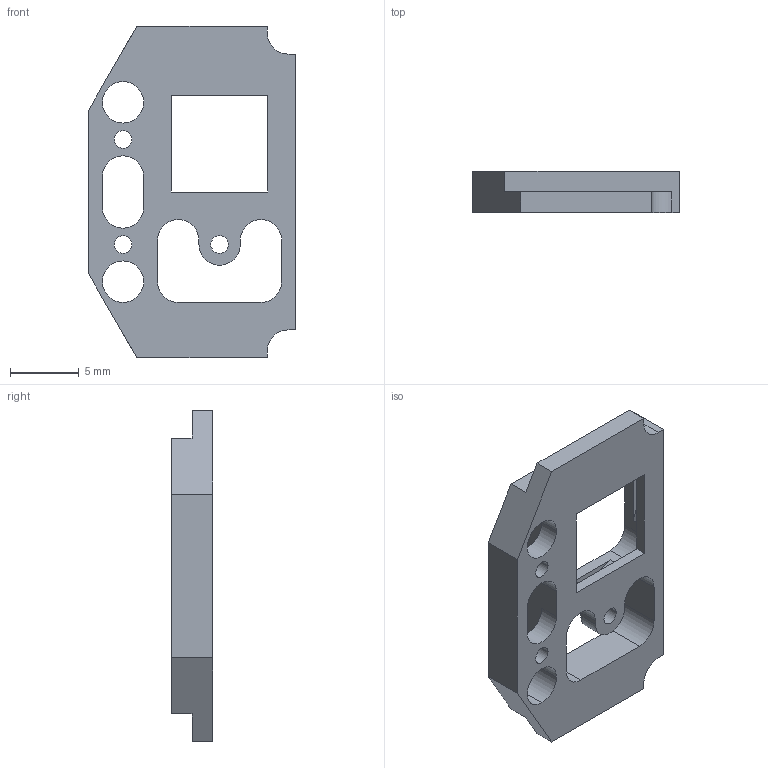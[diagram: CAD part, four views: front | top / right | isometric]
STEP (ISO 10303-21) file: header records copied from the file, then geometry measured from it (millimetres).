
FILE_DESCRIPTION(('Creo Elements/Direct Modeling STEP Export'),'2;1');
FILE_NAME('BRAIN-Head-Clamp-monolith-V4.stp','2016-06-13T16:22:11',(''),(''),'PTC Creo Elements/Direct Modeling STEP processor for AP214 (Solid Model)','PTC Creo Elements/Direct Modeling 19.0C 15-Aug-2015 (C) Parametric Technology GmbH','');
FILE_SCHEMA(('AUTOMOTIVE_DESIGN { 1 0 10303 214 1 1 1 1 }'));
Length unit declared in the file: millimetre
Products named in the file (2): Head-Clamp-monolith
Assembly tree (1 placements, depth 2):
  Head-Clamp-monolith
    Head-Clamp-monolith
Bounding box: 15 x 3 x 24 mm (x, y, z)
Volume: 454.5 mm3; surface area: 941.8 mm2
Topology: 1 solids, 1 shells, 73 faces, 198 edges, 130 vertices
Faces by surface type: plane 42, cylinder 31
Entity records: 2197 total; most frequent: ORIENTED_EDGE 396, CARTESIAN_POINT 364, DIRECTION 341, EDGE_CURVE 198, VERTEX_POINT 130, VECTOR 127, LINE 127, AXIS2_PLACEMENT_3D 107
